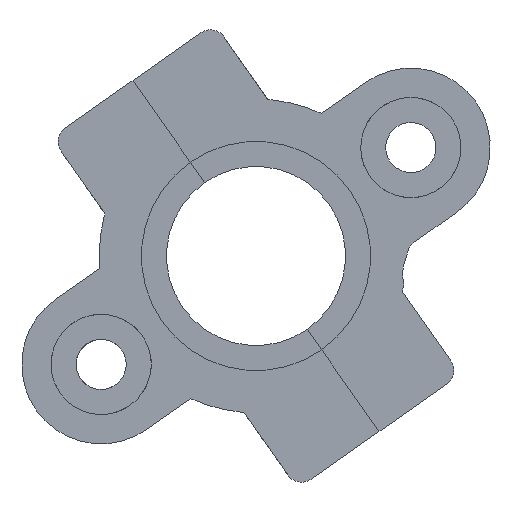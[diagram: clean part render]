
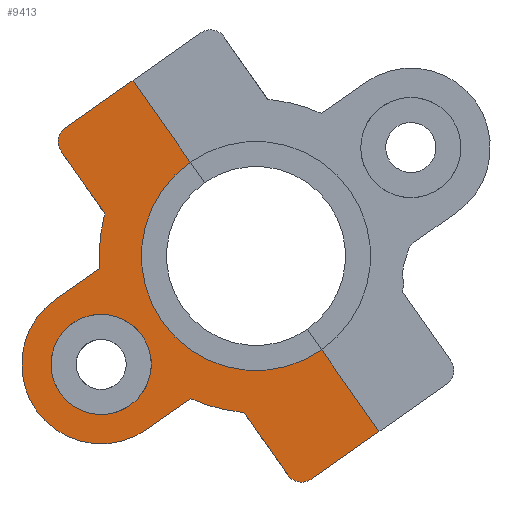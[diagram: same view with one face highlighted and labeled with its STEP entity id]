
A CAD part, front view. The second image highlights one B-rep face of the part: STEP entity #9413.
In plain terms, the highlighted planar face has unit normal (0, -1, 0).
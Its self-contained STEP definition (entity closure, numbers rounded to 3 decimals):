
#336=FACE_BOUND('',#957,.T.);
#627=FACE_OUTER_BOUND('',#956,.T.);
#956=EDGE_LOOP('',(#8632,#8633,#8634,#8635,#8636,#8637,#8638,#8639,#8640,
#8641,#8642,#8643,#8644,#8645,#8646,#8647));
#957=EDGE_LOOP('',(#8648,#8649));
#1527=CIRCLE('',#10755,3.5);
#1528=CIRCLE('',#10756,3.5);
#1540=CIRCLE('',#10773,10.95);
#1542=CIRCLE('',#10777,5.547);
#1544=CIRCLE('',#10781,10.95);
#1546=CIRCLE('',#10785,1.175);
#1552=CIRCLE('',#10796,1.175);
#1557=CIRCLE('',#10806,10.95);
#1559=CIRCLE('',#10810,10.95);
#1560=CIRCLE('',#10812,8.);
#2584=LINE('',#17100,#3654);
#2588=LINE('',#17112,#3658);
#2593=LINE('',#17126,#3663);
#2603=LINE('',#17154,#3673);
#2607=LINE('',#17167,#3677);
#2609=LINE('',#17172,#3679);
#2614=LINE('',#17193,#3684);
#2615=LINE('',#17195,#3685);
#3654=VECTOR('',#13484,10.);
#3658=VECTOR('',#13496,10.);
#3663=VECTOR('',#13509,10.);
#3673=VECTOR('',#13537,10.);
#3677=VECTOR('',#13551,10.);
#3679=VECTOR('',#13557,10.);
#3684=VECTOR('',#13586,10.);
#3685=VECTOR('',#13587,10.);
#5224=VERTEX_POINT('',#17045);
#5225=VERTEX_POINT('',#17046);
#5242=VERTEX_POINT('',#17090);
#5243=VERTEX_POINT('',#17091);
#5246=VERTEX_POINT('',#17099);
#5248=VERTEX_POINT('',#17105);
#5250=VERTEX_POINT('',#17111);
#5252=VERTEX_POINT('',#17117);
#5254=VERTEX_POINT('',#17123);
#5255=VERTEX_POINT('',#17125);
#5256=VERTEX_POINT('',#17129);
#5263=VERTEX_POINT('',#17151);
#5264=VERTEX_POINT('',#17153);
#5267=VERTEX_POINT('',#17162);
#5268=VERTEX_POINT('',#17166);
#5269=VERTEX_POINT('',#17171);
#5273=VERTEX_POINT('',#17192);
#5274=VERTEX_POINT('',#17194);
#6831=EDGE_CURVE('',#5224,#5225,#1527,.T.);
#6832=EDGE_CURVE('',#5225,#5224,#1528,.T.);
#6853=EDGE_CURVE('',#5242,#5243,#1540,.T.);
#6857=EDGE_CURVE('',#5246,#5242,#2584,.T.);
#6860=EDGE_CURVE('',#5248,#5246,#1542,.T.);
#6863=EDGE_CURVE('',#5250,#5248,#2588,.T.);
#6866=EDGE_CURVE('',#5252,#5250,#1544,.T.);
#6870=EDGE_CURVE('',#5255,#5254,#2593,.T.);
#6872=EDGE_CURVE('',#5256,#5255,#1546,.T.);
#6884=EDGE_CURVE('',#5264,#5263,#2603,.T.);
#6889=EDGE_CURVE('',#5267,#5264,#1552,.T.);
#6891=EDGE_CURVE('',#5268,#5267,#2607,.T.);
#6894=EDGE_CURVE('',#5269,#5256,#2609,.T.);
#6901=EDGE_CURVE('',#5243,#5269,#1557,.T.);
#6904=EDGE_CURVE('',#5263,#5252,#1559,.T.);
#6905=EDGE_CURVE('',#5273,#5268,#2614,.T.);
#6906=EDGE_CURVE('',#5254,#5274,#2615,.T.);
#6907=EDGE_CURVE('',#5274,#5273,#1560,.T.);
#8632=ORIENTED_EDGE('',*,*,#6905,.T.);
#8633=ORIENTED_EDGE('',*,*,#6891,.T.);
#8634=ORIENTED_EDGE('',*,*,#6889,.T.);
#8635=ORIENTED_EDGE('',*,*,#6884,.T.);
#8636=ORIENTED_EDGE('',*,*,#6904,.T.);
#8637=ORIENTED_EDGE('',*,*,#6866,.T.);
#8638=ORIENTED_EDGE('',*,*,#6863,.T.);
#8639=ORIENTED_EDGE('',*,*,#6860,.T.);
#8640=ORIENTED_EDGE('',*,*,#6857,.T.);
#8641=ORIENTED_EDGE('',*,*,#6853,.T.);
#8642=ORIENTED_EDGE('',*,*,#6901,.T.);
#8643=ORIENTED_EDGE('',*,*,#6894,.T.);
#8644=ORIENTED_EDGE('',*,*,#6872,.T.);
#8645=ORIENTED_EDGE('',*,*,#6870,.T.);
#8646=ORIENTED_EDGE('',*,*,#6906,.T.);
#8647=ORIENTED_EDGE('',*,*,#6907,.T.);
#8648=ORIENTED_EDGE('',*,*,#6831,.T.);
#8649=ORIENTED_EDGE('',*,*,#6832,.T.);
#9110=PLANE('',#10811);
#9413=ADVANCED_FACE('',(#627,#336),#9110,.F.);
#10755=AXIS2_PLACEMENT_3D('',#17047,#13431,#13432);
#10756=AXIS2_PLACEMENT_3D('',#17048,#13433,#13434);
#10773=AXIS2_PLACEMENT_3D('',#17092,#13476,#13477);
#10777=AXIS2_PLACEMENT_3D('',#17106,#13489,#13490);
#10781=AXIS2_PLACEMENT_3D('',#17118,#13501,#13502);
#10785=AXIS2_PLACEMENT_3D('',#17130,#13513,#13514);
#10796=AXIS2_PLACEMENT_3D('',#17163,#13546,#13547);
#10806=AXIS2_PLACEMENT_3D('',#17184,#13573,#13574);
#10810=AXIS2_PLACEMENT_3D('',#17190,#13582,#13583);
#10811=AXIS2_PLACEMENT_3D('',#17191,#13584,#13585);
#10812=AXIS2_PLACEMENT_3D('',#17196,#13588,#13589);
#13431=DIRECTION('center_axis',(0.,1.,0.));
#13432=DIRECTION('ref_axis',(-0.819,0.,-0.574));
#13433=DIRECTION('center_axis',(0.,1.,0.));
#13434=DIRECTION('ref_axis',(-0.819,0.,-0.574));
#13476=DIRECTION('center_axis',(0.,-1.,0.));
#13477=DIRECTION('ref_axis',(-0.819,0.,0.574));
#13484=DIRECTION('',(0.819,0.,0.574));
#13489=DIRECTION('center_axis',(0.,-1.,0.));
#13490=DIRECTION('ref_axis',(0.574,0.,-0.819));
#13496=DIRECTION('',(-0.819,0.,-0.574));
#13501=DIRECTION('center_axis',(0.,-1.,0.));
#13502=DIRECTION('ref_axis',(-0.819,0.,0.574));
#13509=DIRECTION('',(0.819,0.,0.574));
#13513=DIRECTION('center_axis',(0.,-1.,0.));
#13514=DIRECTION('ref_axis',(0.574,0.,-0.819));
#13537=DIRECTION('',(0.574,0.,-0.819));
#13546=DIRECTION('center_axis',(0.,-1.,0.));
#13547=DIRECTION('ref_axis',(-0.819,0.,-0.574));
#13551=DIRECTION('',(-0.819,0.,-0.574));
#13557=DIRECTION('',(0.574,0.,-0.819));
#13573=DIRECTION('center_axis',(0.,-1.,0.));
#13574=DIRECTION('ref_axis',(-0.819,0.,0.574));
#13582=DIRECTION('center_axis',(0.,-1.,0.));
#13583=DIRECTION('ref_axis',(-0.819,0.,0.574));
#13584=DIRECTION('center_axis',(0.,1.,0.));
#13585=DIRECTION('ref_axis',(0.574,0.,-0.819));
#13586=DIRECTION('',(-0.574,0.,0.819));
#13587=DIRECTION('',(-0.574,0.,0.819));
#13588=DIRECTION('center_axis',(0.,1.,0.));
#13589=DIRECTION('ref_axis',(-0.574,0.,0.819));
#17045=CARTESIAN_POINT('',(-9.581,0.,-4.295));
#17046=CARTESIAN_POINT('',(-7.946,0.,-5.564));
#17047=CARTESIAN_POINT('Origin',(-10.813,0.,-7.571));
#17048=CARTESIAN_POINT('Origin',(-10.813,0.,-7.571));
#17090=CARTESIAN_POINT('',(-4.552,0.,-9.959));
#17091=CARTESIAN_POINT('',(-1.1,0.,-10.895));
#17092=CARTESIAN_POINT('Origin',(0.,0.,0.));
#17099=CARTESIAN_POINT('',(-7.631,0.,-12.115));
#17100=CARTESIAN_POINT('',(-0.685,0.,-7.251));
#17105=CARTESIAN_POINT('',(-13.994,0.,-3.027));
#17106=CARTESIAN_POINT('Origin',(-10.813,0.,-7.571));
#17111=CARTESIAN_POINT('',(-10.915,0.,-0.871));
#17112=CARTESIAN_POINT('',(-8.588,0.,0.758));
#17117=CARTESIAN_POINT('',(-10.614,0.,2.692));
#17118=CARTESIAN_POINT('Origin',(0.,0.,0.));
#17123=CARTESIAN_POINT('',(8.588,0.,-12.265));
#17125=CARTESIAN_POINT('',(3.858,0.,-15.578));
#17126=CARTESIAN_POINT('',(8.588,0.,-12.265));
#17129=CARTESIAN_POINT('',(2.221,0.,-15.289));
#17130=CARTESIAN_POINT('Origin',(3.184,0.,-14.615));
#17151=CARTESIAN_POINT('',(-10.547,0.,2.945));
#17153=CARTESIAN_POINT('',(-13.607,0.,7.316));
#17154=CARTESIAN_POINT('',(-8.933,0.,0.641));
#17162=CARTESIAN_POINT('',(-13.319,0.,8.953));
#17163=CARTESIAN_POINT('Origin',(-12.645,0.,7.99));
#17166=CARTESIAN_POINT('',(-8.588,0.,12.265));
#17167=CARTESIAN_POINT('',(-10.953,0.,10.609));
#17171=CARTESIAN_POINT('',(-0.84,0.,-10.918));
#17172=CARTESIAN_POINT('',(-1.736,0.,-9.638));
#17184=CARTESIAN_POINT('Origin',(0.,0.,0.));
#17190=CARTESIAN_POINT('Origin',(0.,0.,0.));
#17191=CARTESIAN_POINT('Origin',(0.,0.,0.));
#17192=CARTESIAN_POINT('',(-4.589,0.,6.553));
#17193=CARTESIAN_POINT('',(0.,0.,0.));
#17194=CARTESIAN_POINT('',(4.589,0.,-6.553));
#17195=CARTESIAN_POINT('',(0.,0.,0.));
#17196=CARTESIAN_POINT('Origin',(0.,0.,0.));
